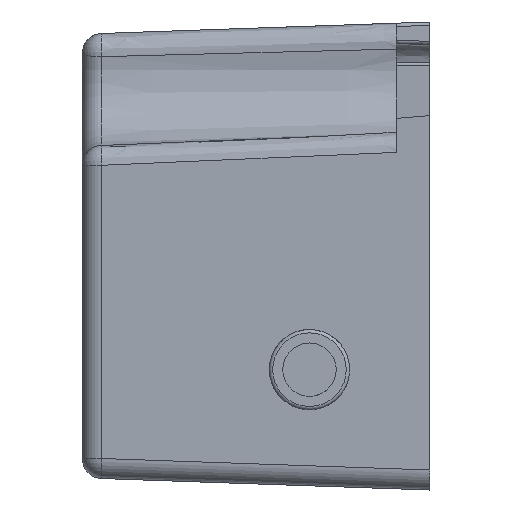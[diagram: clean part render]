
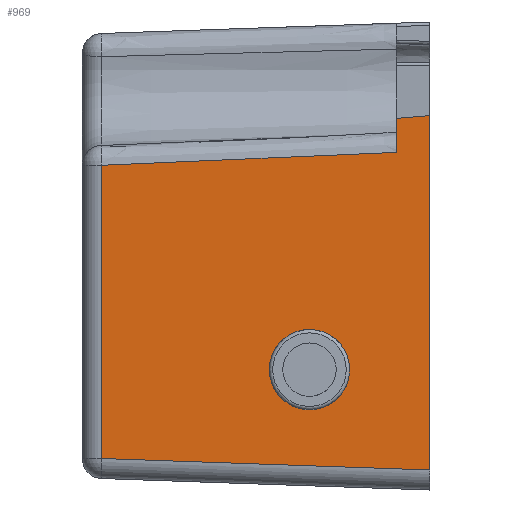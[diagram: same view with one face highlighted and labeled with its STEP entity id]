
A CAD part, left-side view. The second image highlights one B-rep face of the part: STEP entity #969.
In plain terms, the highlighted planar face has unit normal (-0.999, 0.035, 0).
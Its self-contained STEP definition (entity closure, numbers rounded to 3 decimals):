
#21=(
BOUNDED_CURVE()
B_SPLINE_CURVE(2,(#1965,#1966,#1967),.UNSPECIFIED.,.F.,.F.)
B_SPLINE_CURVE_WITH_KNOTS((3,3),(0.334,0.636),
 .UNSPECIFIED.)
CURVE()
GEOMETRIC_REPRESENTATION_ITEM()
RATIONAL_B_SPLINE_CURVE((1.,1.,1.))
REPRESENTATION_ITEM('')
);
#24=FACE_BOUND('',#228,.T.);
#105=B_SPLINE_CURVE_WITH_KNOTS('',3,(#1970,#1971,#1972,#1973),
 .UNSPECIFIED.,.F.,.F.,(4,4),(-2.609,-0.401),
 .UNSPECIFIED.);
#125=PLANE('',#1068);
#163=FACE_OUTER_BOUND('',#227,.T.);
#227=EDGE_LOOP('',(#748,#749,#750,#751,#752,#753));
#228=EDGE_LOOP('',(#754));
#272=LINE('',#1517,#330);
#295=LINE('',#1962,#353);
#296=LINE('',#1963,#354);
#297=LINE('',#1969,#355);
#330=VECTOR('',#1152,10.);
#353=VECTOR('',#1261,10.);
#354=VECTOR('',#1262,10.);
#355=VECTOR('',#1263,10.);
#395=ELLIPSE('',#1063,3.002,3.);
#407=VERTEX_POINT('',#1514);
#408=VERTEX_POINT('',#1516);
#445=VERTEX_POINT('',#1949);
#448=VERTEX_POINT('',#1960);
#449=VERTEX_POINT('',#1961);
#450=VERTEX_POINT('',#1964);
#451=VERTEX_POINT('',#1968);
#499=EDGE_CURVE('',#407,#408,#272,.T.);
#556=EDGE_CURVE('',#445,#445,#395,.T.);
#560=EDGE_CURVE('',#448,#449,#295,.T.);
#561=EDGE_CURVE('',#408,#448,#296,.T.);
#562=EDGE_CURVE('',#407,#450,#21,.T.);
#563=EDGE_CURVE('',#451,#450,#297,.T.);
#564=EDGE_CURVE('',#449,#451,#105,.T.);
#748=ORIENTED_EDGE('',*,*,#560,.F.);
#749=ORIENTED_EDGE('',*,*,#561,.F.);
#750=ORIENTED_EDGE('',*,*,#499,.F.);
#751=ORIENTED_EDGE('',*,*,#562,.T.);
#752=ORIENTED_EDGE('',*,*,#563,.F.);
#753=ORIENTED_EDGE('',*,*,#564,.F.);
#754=ORIENTED_EDGE('',*,*,#556,.T.);
#969=ADVANCED_FACE('',(#163,#24),#125,.T.);
#1063=AXIS2_PLACEMENT_3D('',#1951,#1248,#1249);
#1068=AXIS2_PLACEMENT_3D('',#1959,#1259,#1260);
#1152=DIRECTION('',(0.,0.,-1.));
#1248=DIRECTION('center_axis',(0.999,-0.035,0.));
#1249=DIRECTION('ref_axis',(-0.035,-0.999,0.));
#1259=DIRECTION('center_axis',(-0.999,0.035,0.));
#1260=DIRECTION('ref_axis',(0.,0.,1.));
#1261=DIRECTION('',(0.,0.,1.));
#1262=DIRECTION('',(0.035,0.999,0.035));
#1263=DIRECTION('',(0.,0.,1.));
#1514=CARTESIAN_POINT('',(0.,0.,28.));
#1516=CARTESIAN_POINT('',(0.,0.,1.499));
#1517=CARTESIAN_POINT('',(0.,0.,35.));
#1949=CARTESIAN_POINT('',(0.314,9.,12.));
#1951=CARTESIAN_POINT('Origin',(0.314,9.,9.));
#1959=CARTESIAN_POINT('Origin',(0.,0.,28.));
#1960=CARTESIAN_POINT('',(0.857,24.552,2.356));
#1961=CARTESIAN_POINT('',(0.857,24.552,24.284));
#1962=CARTESIAN_POINT('',(0.857,24.552,22.75));
#1963=CARTESIAN_POINT('',(0.015,0.435,1.514));
#1964=CARTESIAN_POINT('',(0.087,2.5,27.795));
#1965=CARTESIAN_POINT('Ctrl Pts',(0.,0.,
28.));
#1966=CARTESIAN_POINT('Ctrl Pts',(0.042,1.214,27.898));
#1967=CARTESIAN_POINT('Ctrl Pts',(0.087,2.5,27.795));
#1968=CARTESIAN_POINT('',(0.087,2.5,25.25));
#1969=CARTESIAN_POINT('',(0.087,2.5,29.197));
#1970=CARTESIAN_POINT('Ctrl Pts',(0.857,24.552,24.284));
#1971=CARTESIAN_POINT('Ctrl Pts',(0.601,17.201,24.584));
#1972=CARTESIAN_POINT('Ctrl Pts',(0.344,9.85,24.903));
#1973=CARTESIAN_POINT('Ctrl Pts',(0.087,2.5,25.25));
